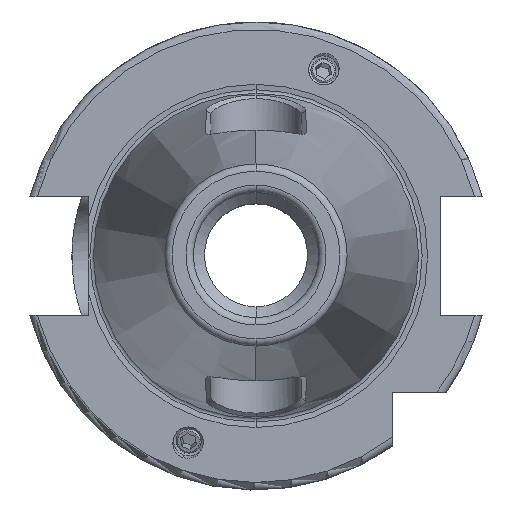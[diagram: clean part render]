
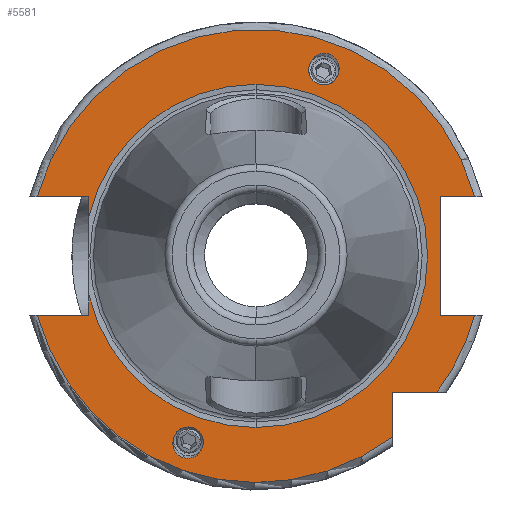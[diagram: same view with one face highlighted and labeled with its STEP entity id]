
A CAD part, top view. The second image highlights one B-rep face of the part: STEP entity #5581.
In plain terms, the highlighted planar face has unit normal (0, 0, 1).
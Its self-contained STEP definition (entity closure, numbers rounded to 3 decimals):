
#1335=CARTESIAN_POINT('',(0,0,18.1));
#1336=DIRECTION('',(0,0,-1));
#1337=DIRECTION('',(0,1,0));
#1338=AXIS2_PLACEMENT_3D('',#1335,#1336,#1337);
#1348=CARTESIAN_POINT('',(0,0,18.1));
#1349=DIRECTION('',(0,0,1));
#1350=DIRECTION('',(0,1,0));
#1351=AXIS2_PLACEMENT_3D('',#1348,#1349,#1350);
#1361=CARTESIAN_POINT('',(0,0,18.1));
#1362=DIRECTION('',(0,0,1));
#1363=DIRECTION('',(-0.974,-0.227,0));
#1364=AXIS2_PLACEMENT_3D('',#1361,#1362,#1363);
#1397=DIRECTION('',(1,0,0));
#1398=VECTOR('',#1397,7.004);
#1399=CARTESIAN_POINT('',(-29.704,-8.05,18.1));
#1400=LINE('',#1399,#1398);
#1401=DIRECTION('',(0,1,0));
#1402=VECTOR('',#1401,2.753);
#1403=CARTESIAN_POINT('',(-22.7,-8.05,18.1));
#1404=LINE('',#1403,#1402);
#1405=DIRECTION('',(0,1,0));
#1406=VECTOR('',#1405,2.753);
#1407=CARTESIAN_POINT('',(-22.7,5.297,18.1));
#1408=LINE('',#1407,#1406);
#1409=DIRECTION('',(1,0,0));
#1410=VECTOR('',#1409,7.004);
#1411=CARTESIAN_POINT('',(-29.704,8.05,18.1));
#1412=LINE('',#1411,#1410);
#1413=DIRECTION('',(-1,0,0));
#1414=VECTOR('',#1413,4.704);
#1415=CARTESIAN_POINT('',(29.704,8.05,18.1));
#1416=LINE('',#1415,#1414);
#1417=DIRECTION('',(0,-1,0));
#1418=VECTOR('',#1417,16.1);
#1419=CARTESIAN_POINT('',(25,8.05,18.1));
#1420=LINE('',#1419,#1418);
#1421=DIRECTION('',(-1,0,0));
#1422=VECTOR('',#1421,4.704);
#1423=CARTESIAN_POINT('',(29.704,-8.05,18.1));
#1424=LINE('',#1423,#1422);
#1425=CARTESIAN_POINT('',(0,0,18.1));
#1426=DIRECTION('',(0,0,1));
#1427=DIRECTION('',(0.799,-0.601,0));
#1428=AXIS2_PLACEMENT_3D('',#1425,#1426,#1427);
#1430=DIRECTION('',(-1,0,0));
#1431=VECTOR('',#1430,6.094);
#1432=CARTESIAN_POINT('',(24.594,-18.5,18.1));
#1433=LINE('',#1432,#1431);
#1434=DIRECTION('',(0,1,0));
#1435=VECTOR('',#1434,6.094);
#1436=CARTESIAN_POINT('',(18.5,-24.594,18.1));
#1437=LINE('',#1436,#1435);
#1438=CARTESIAN_POINT('',(9.968,27.386,18.1));
#1439=CARTESIAN_POINT('',(9.741,27.469,18.1));
#1440=CARTESIAN_POINT('',(9.219,27.561,18.1));
#1441=CARTESIAN_POINT('',(8.365,27.349,18.1));
#1442=CARTESIAN_POINT('',(7.781,26.887,18.1));
#1443=CARTESIAN_POINT('',(7.461,26.429,18.1));
#1444=CARTESIAN_POINT('',(7.298,26.077,18.1));
#1445=CARTESIAN_POINT('',(7.196,25.702,18.1));
#1446=CARTESIAN_POINT('',(7.147,25.145,18.1));
#1447=CARTESIAN_POINT('',(7.298,24.416,18.1));
#1448=CARTESIAN_POINT('',(7.815,23.704,18.1));
#1449=CARTESIAN_POINT('',(8.274,23.44,18.1));
#1450=CARTESIAN_POINT('',(8.501,23.357,18.1));
#1452=CARTESIAN_POINT('',(8.501,23.357,18.1));
#1453=CARTESIAN_POINT('',(8.728,23.275,18.1));
#1454=CARTESIAN_POINT('',(9.25,23.182,18.1));
#1455=CARTESIAN_POINT('',(10.104,23.395,18.1));
#1456=CARTESIAN_POINT('',(10.688,23.857,18.1));
#1457=CARTESIAN_POINT('',(11.008,24.314,18.1));
#1458=CARTESIAN_POINT('',(11.171,24.667,18.1));
#1459=CARTESIAN_POINT('',(11.273,25.042,18.1));
#1460=CARTESIAN_POINT('',(11.322,25.598,18.1));
#1461=CARTESIAN_POINT('',(11.171,26.328,18.1));
#1462=CARTESIAN_POINT('',(10.654,27.039,18.1));
#1463=CARTESIAN_POINT('',(10.195,27.303,18.1));
#1464=CARTESIAN_POINT('',(9.968,27.386,18.1));
#1466=CARTESIAN_POINT('',(-9.968,-27.386,18.1));
#1467=CARTESIAN_POINT('',(-10.195,-27.303,18.1));
#1468=CARTESIAN_POINT('',(-10.654,-27.039,18.1));
#1469=CARTESIAN_POINT('',(-11.171,-26.328,18.1));
#1470=CARTESIAN_POINT('',(-11.322,-25.598,18.1));
#1471=CARTESIAN_POINT('',(-11.273,-25.042,18.1));
#1472=CARTESIAN_POINT('',(-11.171,-24.667,18.1));
#1473=CARTESIAN_POINT('',(-11.008,-24.314,18.1));
#1474=CARTESIAN_POINT('',(-10.688,-23.857,18.1));
#1475=CARTESIAN_POINT('',(-10.104,-23.395,18.1));
#1476=CARTESIAN_POINT('',(-9.25,-23.182,18.1));
#1477=CARTESIAN_POINT('',(-8.728,-23.275,18.1));
#1478=CARTESIAN_POINT('',(-8.501,-23.357,18.1));
#1480=CARTESIAN_POINT('',(-8.501,-23.357,18.1));
#1481=CARTESIAN_POINT('',(-8.274,-23.44,18.1));
#1482=CARTESIAN_POINT('',(-7.815,-23.704,18.1));
#1483=CARTESIAN_POINT('',(-7.298,-24.416,18.1));
#1484=CARTESIAN_POINT('',(-7.147,-25.145,18.1));
#1485=CARTESIAN_POINT('',(-7.196,-25.702,18.1));
#1486=CARTESIAN_POINT('',(-7.298,-26.077,18.1));
#1487=CARTESIAN_POINT('',(-7.461,-26.429,18.1));
#1488=CARTESIAN_POINT('',(-7.781,-26.887,18.1));
#1489=CARTESIAN_POINT('',(-8.365,-27.349,18.1));
#1490=CARTESIAN_POINT('',(-9.219,-27.561,18.1));
#1491=CARTESIAN_POINT('',(-9.741,-27.469,18.1));
#1492=CARTESIAN_POINT('',(-9.968,-27.386,18.1));
#2319=CARTESIAN_POINT('',(0,0,18.1));
#2320=DIRECTION('',(0,0,1));
#2321=DIRECTION('',(0.965,0.262,0));
#2322=AXIS2_PLACEMENT_3D('',#2319,#2320,#2321);
#2370=CARTESIAN_POINT('',(0,0,18.1));
#2371=DIRECTION('',(0,0,1));
#2372=DIRECTION('',(-0.965,-0.262,0));
#2373=AXIS2_PLACEMENT_3D('',#2370,#2371,#2372);
#3061=CARTESIAN_POINT('',(-29.704,-8.05,18.1));
#3062=CARTESIAN_POINT('',(-22.7,-8.05,18.1));
#3063=VERTEX_POINT('',#3061);
#3064=VERTEX_POINT('',#3062);
#3065=CARTESIAN_POINT('',(-22.7,-5.297,18.1));
#3066=VERTEX_POINT('',#3065);
#3067=CARTESIAN_POINT('',(-22.7,5.297,18.1));
#3068=CARTESIAN_POINT('',(-22.7,8.05,18.1));
#3069=VERTEX_POINT('',#3067);
#3070=VERTEX_POINT('',#3068);
#3071=CARTESIAN_POINT('',(-29.704,8.05,18.1));
#3072=VERTEX_POINT('',#3071);
#3073=CARTESIAN_POINT('',(25,8.05,18.1));
#3074=CARTESIAN_POINT('',(25,-8.05,18.1));
#3075=VERTEX_POINT('',#3073);
#3076=VERTEX_POINT('',#3074);
#3077=CARTESIAN_POINT('',(29.704,-8.05,18.1));
#3078=VERTEX_POINT('',#3077);
#3079=CARTESIAN_POINT('',(29.704,8.05,18.1));
#3080=VERTEX_POINT('',#3079);
#3081=CARTESIAN_POINT('',(18.5,-24.594,18.1));
#3082=CARTESIAN_POINT('',(18.5,-18.5,18.1));
#3083=VERTEX_POINT('',#3081);
#3084=VERTEX_POINT('',#3082);
#3085=CARTESIAN_POINT('',(24.594,-18.5,18.1));
#3086=VERTEX_POINT('',#3085);
#3135=VERTEX_POINT('',#1438);
#3136=VERTEX_POINT('',#1450);
#3180=CARTESIAN_POINT('',(-9.968,-27.386,18.1));
#3182=VERTEX_POINT('',#3180);
#3183=CARTESIAN_POINT('',(-8.501,-23.357,18.1));
#3184=VERTEX_POINT('',#3183);
#3225=CARTESIAN_POINT('',(0,23.31,18.1));
#3226=VERTEX_POINT('',#3225);
#3227=CARTESIAN_POINT('',(0,-23.31,18.1));
#3228=VERTEX_POINT('',#3227);
#5539=CARTESIAN_POINT('',(0,0,18.1));
#5540=DIRECTION('',(0,0,-1));
#5541=DIRECTION('',(0,-1,0));
#5542=AXIS2_PLACEMENT_3D('',#5539,#5540,#5541);
#5543=PLANE('',#5542);
#5544=ORIENTED_EDGE('',*,*,#5503,.T.);
#5545=ORIENTED_EDGE('',*,*,#5491,.T.);
#5546=ORIENTED_EDGE('',*,*,#5473,.T.);
#5547=ORIENTED_EDGE('',*,*,#5453,.F.);
#5548=ORIENTED_EDGE('',*,*,#5468,.T.);
#5549=ORIENTED_EDGE('',*,*,#5488,.T.);
#5551=ORIENTED_EDGE('',*,*,#5550,.F.);
#5553=ORIENTED_EDGE('',*,*,#5552,.F.);
#5555=ORIENTED_EDGE('',*,*,#5554,.T.);
#5556=ORIENTED_EDGE('',*,*,#3483,.T.);
#5558=ORIENTED_EDGE('',*,*,#5557,.F.);
#5560=ORIENTED_EDGE('',*,*,#5559,.F.);
#5562=ORIENTED_EDGE('',*,*,#5561,.T.);
#5564=ORIENTED_EDGE('',*,*,#5563,.F.);
#5566=ORIENTED_EDGE('',*,*,#5565,.F.);
#5567=EDGE_LOOP('',(#5544,#5545,#5546,#5547,#5548,#5549,#5551,#5553,#5555,#5556,
#5558,#5560,#5562,#5564,#5566));
#5568=FACE_OUTER_BOUND('',#5567,.F.);
#5570=ORIENTED_EDGE('',*,*,#5569,.T.);
#5572=ORIENTED_EDGE('',*,*,#5571,.T.);
#5573=EDGE_LOOP('',(#5570,#5572));
#5574=FACE_BOUND('',#5573,.F.);
#5576=ORIENTED_EDGE('',*,*,#5575,.F.);
#5578=ORIENTED_EDGE('',*,*,#5577,.F.);
#5579=EDGE_LOOP('',(#5576,#5578));
#5580=FACE_BOUND('',#5579,.F.);
#5581=ADVANCED_FACE('',(#5568,#5574,#5580),#5543,.F.);
#1339=CIRCLE('',#1338,23.31);
#1352=CIRCLE('',#1351,23.31);
#1365=CIRCLE('',#1364,23.31);
#1429=CIRCLE('',#1428,30.775);
#1451=B_SPLINE_CURVE_WITH_KNOTS('',3,(#1438,#1439,#1440,#1441,#1442,#1443,#1444,
#1445,#1446,#1447,#1448,#1449,#1450),.UNSPECIFIED.,.F.,.F.,(4,1,1,1,1,1,1,1,1,1,
4),(0,0.125,0.25,0.375,0.438,0.5,0.563,0.625,0.75,0.875,
1.0),.UNSPECIFIED.);
#1465=B_SPLINE_CURVE_WITH_KNOTS('',3,(#1452,#1453,#1454,#1455,#1456,#1457,#1458,
#1459,#1460,#1461,#1462,#1463,#1464),.UNSPECIFIED.,.F.,.F.,(4,1,1,1,1,1,1,1,1,1,
4),(0,0.125,0.25,0.375,0.438,0.5,0.563,0.625,0.75,0.875,
1.0),.UNSPECIFIED.);
#1479=B_SPLINE_CURVE_WITH_KNOTS('',3,(#1466,#1467,#1468,#1469,#1470,#1471,#1472,
#1473,#1474,#1475,#1476,#1477,#1478),.UNSPECIFIED.,.F.,.F.,(4,1,1,1,1,1,1,1,1,1,
4),(0,0.125,0.25,0.375,0.438,0.5,0.563,0.625,0.75,0.875,
1.0),.UNSPECIFIED.);
#1493=B_SPLINE_CURVE_WITH_KNOTS('',3,(#1480,#1481,#1482,#1483,#1484,#1485,#1486,
#1487,#1488,#1489,#1490,#1491,#1492),.UNSPECIFIED.,.F.,.F.,(4,1,1,1,1,1,1,1,1,1,
4),(0,0.125,0.25,0.375,0.438,0.5,0.563,0.625,0.75,0.875,
1.0),.UNSPECIFIED.);
#2323=CIRCLE('',#2322,30.775);
#2374=CIRCLE('',#2373,30.775);
#3483=EDGE_CURVE('',#3075,#3076,#1420,.T.);
#5453=EDGE_CURVE('',#3226,#3228,#1339,.T.);
#5468=EDGE_CURVE('',#3226,#3069,#1352,.T.);
#5473=EDGE_CURVE('',#3066,#3228,#1365,.T.);
#5488=EDGE_CURVE('',#3069,#3070,#1408,.T.);
#5491=EDGE_CURVE('',#3064,#3066,#1404,.T.);
#5503=EDGE_CURVE('',#3063,#3064,#1400,.T.);
#5550=EDGE_CURVE('',#3072,#3070,#1412,.T.);
#5552=EDGE_CURVE('',#3080,#3072,#2323,.T.);
#5554=EDGE_CURVE('',#3080,#3075,#1416,.T.);
#5557=EDGE_CURVE('',#3078,#3076,#1424,.T.);
#5559=EDGE_CURVE('',#3086,#3078,#1429,.T.);
#5561=EDGE_CURVE('',#3086,#3084,#1433,.T.);
#5563=EDGE_CURVE('',#3083,#3084,#1437,.T.);
#5565=EDGE_CURVE('',#3063,#3083,#2374,.T.);
#5569=EDGE_CURVE('',#3135,#3136,#1451,.T.);
#5571=EDGE_CURVE('',#3136,#3135,#1465,.T.);
#5575=EDGE_CURVE('',#3182,#3184,#1479,.T.);
#5577=EDGE_CURVE('',#3184,#3182,#1493,.T.);
